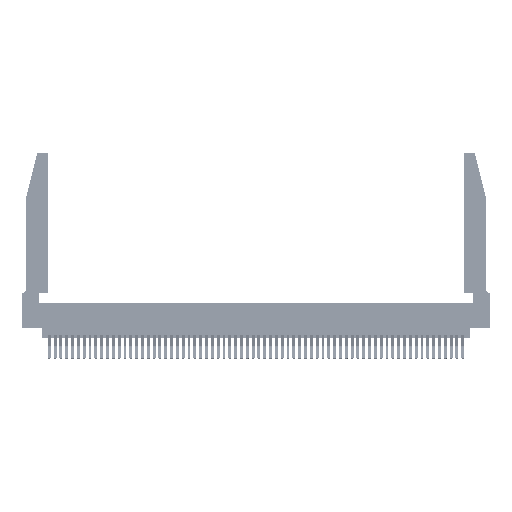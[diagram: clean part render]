
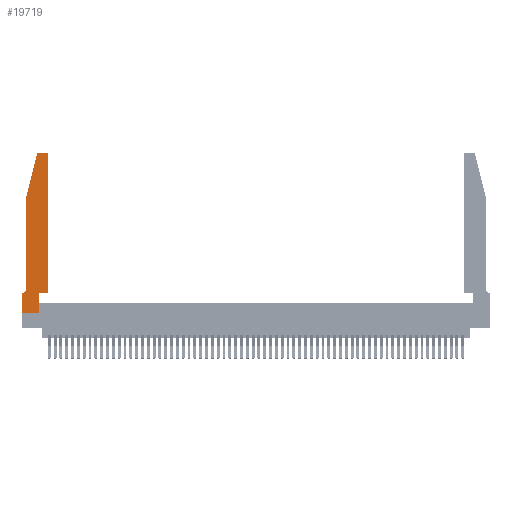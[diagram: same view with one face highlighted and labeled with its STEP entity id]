
A CAD part, top view. The second image highlights one B-rep face of the part: STEP entity #19719.
In plain terms, the highlighted planar face has unit normal (0, 0, 1).
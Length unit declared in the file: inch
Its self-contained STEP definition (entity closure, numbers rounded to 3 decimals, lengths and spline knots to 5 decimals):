
#232 = DIRECTION ( 'NONE',  ( -1., 0., 0. ) ) ;
#2426 = DIRECTION ( 'NONE',  ( 1., 0., 0. ) ) ;
#4344 = EDGE_CURVE ( 'NONE', #54692, #24234, #14710, .T. ) ;
#4446 = CARTESIAN_POINT ( 'NONE',  ( 0., 0., 0.37 ) ) ;
#4730 = ORIENTED_EDGE ( 'NONE', *, *, #45137, .T. ) ;
#5221 = ORIENTED_EDGE ( 'NONE', *, *, #9876, .T. ) ;
#5526 = DIRECTION ( 'NONE',  ( 0., 1., 0. ) ) ;
#6118 = PLANE ( 'NONE',  #20779 ) ;
#6301 = ORIENTED_EDGE ( 'NONE', *, *, #36376, .T. ) ;
#6647 = ORIENTED_EDGE ( 'NONE', *, *, #12710, .T. ) ;
#6850 = ORIENTED_EDGE ( 'NONE', *, *, #40422, .T. ) ;
#7678 = ORIENTED_EDGE ( 'NONE', *, *, #48189, .T. ) ;
#7813 = CARTESIAN_POINT ( 'NONE',  ( 0.2865, 0.35, 0.37 ) ) ;
#8033 = LINE ( 'NONE', #27756, #14263 ) ;
#8869 = VERTEX_POINT ( 'NONE', #45222 ) ;
#9185 = CARTESIAN_POINT ( 'NONE',  ( 0.0055, 0.42, 0.37 ) ) ;
#9876 = EDGE_CURVE ( 'NONE', #52399, #28349, #24991, .T. ) ;
#12710 = EDGE_CURVE ( 'NONE', #30379, #54692, #8033, .T. ) ;
#12956 = VECTOR ( 'NONE', #52342, 39.37008 ) ;
#13328 = CARTESIAN_POINT ( 'NONE',  ( 0.4505, 0.35, 0.37 ) ) ;
#14263 = VECTOR ( 'NONE', #45161, 39.37008 ) ;
#14339 = VECTOR ( 'NONE', #17583, 39.37008 ) ;
#14710 = CIRCLE ( 'NONE', #36981, 0.07 ) ;
#14918 = CARTESIAN_POINT ( 'NONE',  ( 0.4505, 2.72, 0.37 ) ) ;
#16086 = EDGE_CURVE ( 'NONE', #39046, #55451, #44996, .T. ) ;
#16868 = EDGE_CURVE ( 'NONE', #28349, #46286, #49137, .T. ) ;
#17583 = DIRECTION ( 'NONE',  ( 1., 0., 0. ) ) ;
#18062 = AXIS2_PLACEMENT_3D ( 'NONE', #22468, #40269, #31209 ) ;
#18607 = VECTOR ( 'NONE', #37098, 39.37008 ) ;
#18945 = EDGE_LOOP ( 'NONE', ( #6850, #45412, #6301, #6647, #30659, #7678, #5221, #27993, #21152, #44492, #4730, #48337 ) ) ;
#19120 = LINE ( 'NONE', #48428, #37144 ) ;
#19396 = VECTOR ( 'NONE', #49223, 39.37008 ) ;
#19719 = ADVANCED_FACE ( 'NONE', ( #50062 ), #6118, .T. ) ;
#20628 = LINE ( 'NONE', #48883, #23398 ) ;
#20779 = AXIS2_PLACEMENT_3D ( 'NONE', #50498, #28421, #41752 ) ;
#21152 = ORIENTED_EDGE ( 'NONE', *, *, #42073, .T. ) ;
#21353 = CARTESIAN_POINT ( 'NONE',  ( 0.4205, 2.75, 0.37 ) ) ;
#22468 = CARTESIAN_POINT ( 'NONE',  ( 0.4205, 2.72, 0.37 ) ) ;
#23398 = VECTOR ( 'NONE', #48504, 39.37008 ) ;
#24234 = VERTEX_POINT ( 'NONE', #41716 ) ;
#24991 = LINE ( 'NONE', #4446, #19396 ) ;
#26715 = LINE ( 'NONE', #7813, #41254 ) ;
#27756 = CARTESIAN_POINT ( 'NONE',  ( 0.0755, 2., 0.37 ) ) ;
#27950 = VERTEX_POINT ( 'NONE', #35395 ) ;
#27993 = ORIENTED_EDGE ( 'NONE', *, *, #16868, .T. ) ;
#28349 = VERTEX_POINT ( 'NONE', #47331 ) ;
#28421 = DIRECTION ( 'NONE',  ( 0., 0., 1. ) ) ;
#29073 = CARTESIAN_POINT ( 'NONE',  ( 0.0755, 2., 0.37 ) ) ;
#29538 = CIRCLE ( 'NONE', #43098, 0.03 ) ;
#29578 = LINE ( 'NONE', #30873, #12956 ) ;
#30379 = VERTEX_POINT ( 'NONE', #29073 ) ;
#30659 = ORIENTED_EDGE ( 'NONE', *, *, #4344, .T. ) ;
#30873 = CARTESIAN_POINT ( 'NONE',  ( 0.2605, 2.75, 0.37 ) ) ;
#31209 = DIRECTION ( 'NONE',  ( 1., 0., 0. ) ) ;
#31852 = CARTESIAN_POINT ( 'NONE',  ( 0.2865, 0., 0.37 ) ) ;
#32098 = CARTESIAN_POINT ( 'NONE',  ( 0.4505, 0.35, 0.37 ) ) ;
#34684 = CARTESIAN_POINT ( 'NONE',  ( 0.284, 2.72, 0.37 ) ) ;
#35395 = CARTESIAN_POINT ( 'NONE',  ( 0.284, 2.75, 0.37 ) ) ;
#36376 = EDGE_CURVE ( 'NONE', #8869, #30379, #19120, .T. ) ;
#36466 = EDGE_CURVE ( 'NONE', #27950, #8869, #29538, .T. ) ;
#36721 = CARTESIAN_POINT ( 'NONE',  ( 0., 0., 0.37 ) ) ;
#36972 = DIRECTION ( 'NONE',  ( 0., 0., 1. ) ) ;
#36981 = AXIS2_PLACEMENT_3D ( 'NONE', #9185, #52968, #232 ) ;
#37098 = DIRECTION ( 'NONE',  ( 1., 0., 0. ) ) ;
#37144 = VECTOR ( 'NONE', #39687, 39.37008 ) ;
#38320 = LINE ( 'NONE', #32098, #57039 ) ;
#39046 = VERTEX_POINT ( 'NONE', #14918 ) ;
#39687 = DIRECTION ( 'NONE',  ( -0.239, -0.971, 0. ) ) ;
#40269 = DIRECTION ( 'NONE',  ( 0., 0., 1. ) ) ;
#40422 = EDGE_CURVE ( 'NONE', #55451, #27950, #29578, .T. ) ;
#41254 = VECTOR ( 'NONE', #43639, 39.37008 ) ;
#41648 = VERTEX_POINT ( 'NONE', #45035 ) ;
#41716 = CARTESIAN_POINT ( 'NONE',  ( 0.0055, 0.35, 0.37 ) ) ;
#41752 = DIRECTION ( 'NONE',  ( 1., 0., 0. ) ) ;
#42073 = EDGE_CURVE ( 'NONE', #46286, #56127, #26715, .T. ) ;
#43098 = AXIS2_PLACEMENT_3D ( 'NONE', #34684, #36972, #2426 ) ;
#43639 = DIRECTION ( 'NONE',  ( 0., 1., 0. ) ) ;
#44492 = ORIENTED_EDGE ( 'NONE', *, *, #56168, .T. ) ;
#44996 = CIRCLE ( 'NONE', #18062, 0.03 ) ;
#45035 = CARTESIAN_POINT ( 'NONE',  ( 0.4505, 0.35, 0.37 ) ) ;
#45137 = EDGE_CURVE ( 'NONE', #41648, #39046, #38320, .T. ) ;
#45161 = DIRECTION ( 'NONE',  ( 0., -1., 0. ) ) ;
#45222 = CARTESIAN_POINT ( 'NONE',  ( 0.25487, 2.72718, 0.37 ) ) ;
#45412 = ORIENTED_EDGE ( 'NONE', *, *, #36466, .T. ) ;
#46286 = VERTEX_POINT ( 'NONE', #31852 ) ;
#47123 = CARTESIAN_POINT ( 'NONE',  ( 0.0755, 0.42, 0.37 ) ) ;
#47331 = CARTESIAN_POINT ( 'NONE',  ( 0., 0., 0.37 ) ) ;
#47839 = CARTESIAN_POINT ( 'NONE',  ( 0., 0.35, 0.37 ) ) ;
#48189 = EDGE_CURVE ( 'NONE', #24234, #52399, #20628, .T. ) ;
#48337 = ORIENTED_EDGE ( 'NONE', *, *, #16086, .T. ) ;
#48386 = CARTESIAN_POINT ( 'NONE',  ( 0.2865, 0.35, 0.37 ) ) ;
#48428 = CARTESIAN_POINT ( 'NONE',  ( 0.0755, 2., 0.37 ) ) ;
#48504 = DIRECTION ( 'NONE',  ( -1., 0., 0. ) ) ;
#48883 = CARTESIAN_POINT ( 'NONE',  ( 0.0755, 0.35, 0.37 ) ) ;
#49137 = LINE ( 'NONE', #36721, #18607 ) ;
#49223 = DIRECTION ( 'NONE',  ( 0., -1., 0. ) ) ;
#50062 = FACE_OUTER_BOUND ( 'NONE', #18945, .T. ) ;
#50498 = CARTESIAN_POINT ( 'NONE',  ( 0., 0.35, 0.37 ) ) ;
#52342 = DIRECTION ( 'NONE',  ( -1., 0., 0. ) ) ;
#52399 = VERTEX_POINT ( 'NONE', #47839 ) ;
#52968 = DIRECTION ( 'NONE',  ( 0., 0., -1. ) ) ;
#54535 = LINE ( 'NONE', #13328, #14339 ) ;
#54692 = VERTEX_POINT ( 'NONE', #47123 ) ;
#55451 = VERTEX_POINT ( 'NONE', #21353 ) ;
#56127 = VERTEX_POINT ( 'NONE', #48386 ) ;
#56168 = EDGE_CURVE ( 'NONE', #56127, #41648, #54535, .T. ) ;
#57039 = VECTOR ( 'NONE', #5526, 39.37008 ) ;
